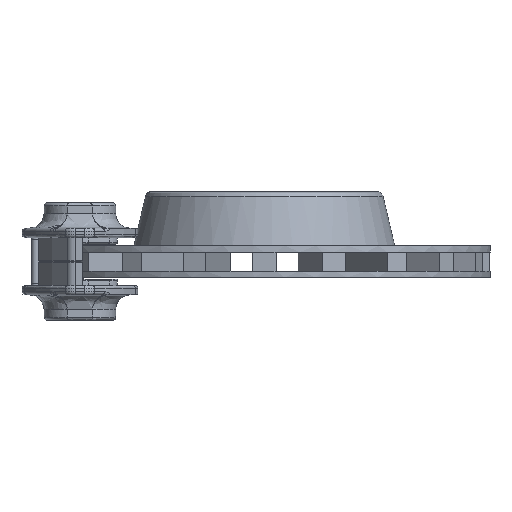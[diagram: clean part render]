
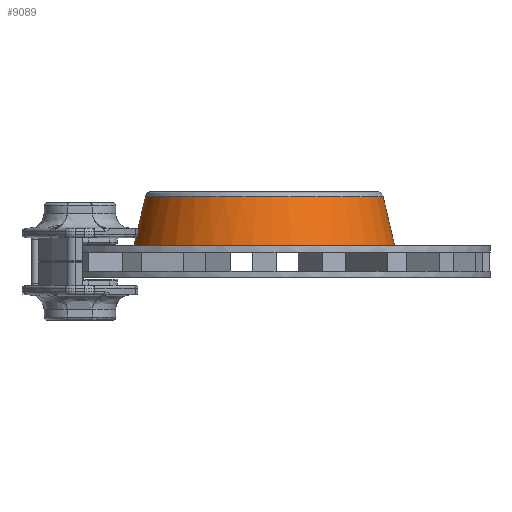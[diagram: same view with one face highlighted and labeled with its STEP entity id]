
A CAD part, front view. The second image highlights one B-rep face of the part: STEP entity #9089.
In plain terms, the highlighted free-form (B-spline) face has degree [2, 1] with [5, 2] control points.
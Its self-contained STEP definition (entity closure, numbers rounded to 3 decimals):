
#3190 = VERTEX_POINT('',#3191);
#3191 = CARTESIAN_POINT('',(-90.749,0.,
    61.836));
#3192 = VERTEX_POINT('',#3193);
#3193 = CARTESIAN_POINT('',(90.749,0.,
    61.836));
#3201 = EDGE_CURVE('',#3192,#3202,#3204,.T.);
#3202 = VERTEX_POINT('',#3203);
#3203 = CARTESIAN_POINT('',(99.584,0.,
    24.289));
#3204 = B_SPLINE_CURVE_WITH_KNOTS('',1,(#3205,#3206),.UNSPECIFIED.,.F.,
  .F.,(2,2),(-31.762,0.),.PIECEWISE_BEZIER_KNOTS.);
#3205 = CARTESIAN_POINT('',(90.749,0.,
    61.836));
#3206 = CARTESIAN_POINT('',(99.584,0.,
    24.289));
#3209 = VERTEX_POINT('',#3210);
#3210 = CARTESIAN_POINT('',(-99.584,0.,
    24.289));
#3218 = EDGE_CURVE('',#3190,#3209,#3219,.T.);
#3219 = B_SPLINE_CURVE_WITH_KNOTS('',1,(#3220,#3221),.UNSPECIFIED.,.F.,
  .F.,(2,2),(-31.762,-0.),.PIECEWISE_BEZIER_KNOTS.);
#3220 = CARTESIAN_POINT('',(-90.749,0.,
    61.836));
#3221 = CARTESIAN_POINT('',(-99.584,0.,
    24.289));
#8833 = EDGE_CURVE('',#3209,#3202,#8834,.T.);
#8834 = ( BOUNDED_CURVE() B_SPLINE_CURVE(2,(#8835,#8836,#8837,#8838,
#8839),.UNSPECIFIED.,.F.,.F.) B_SPLINE_CURVE_WITH_KNOTS((3,2,3),(
    3.142,4.712,6.283),
.PIECEWISE_BEZIER_KNOTS.) CURVE() GEOMETRIC_REPRESENTATION_ITEM() 
RATIONAL_B_SPLINE_CURVE((1.,0.707,1.,0.707,1.)) 
REPRESENTATION_ITEM('') );
#8835 = CARTESIAN_POINT('',(-99.584,0.,
    24.289));
#8836 = CARTESIAN_POINT('',(-99.584,-99.584,
    24.289));
#8837 = CARTESIAN_POINT('',(0.,-99.584,
    24.289));
#8838 = CARTESIAN_POINT('',(99.584,-99.584,
    24.289));
#8839 = CARTESIAN_POINT('',(99.584,0.,
    24.289));
#9066 = EDGE_CURVE('',#3192,#3190,#9067,.T.);
#9067 = ( BOUNDED_CURVE() B_SPLINE_CURVE(2,(#9068,#9069,#9070,#9071,
#9072),.UNSPECIFIED.,.F.,.F.) B_SPLINE_CURVE_WITH_KNOTS((3,2,3),(
    3.142,4.712,6.283),
.PIECEWISE_BEZIER_KNOTS.) CURVE() GEOMETRIC_REPRESENTATION_ITEM() 
RATIONAL_B_SPLINE_CURVE((1.,0.707,1.,0.707,1.)) 
REPRESENTATION_ITEM('') );
#9068 = CARTESIAN_POINT('',(90.749,0.,
    61.836));
#9069 = CARTESIAN_POINT('',(90.749,-90.749,
    61.836));
#9070 = CARTESIAN_POINT('',(0.,-90.749,
    61.836));
#9071 = CARTESIAN_POINT('',(-90.749,-90.749,
    61.836));
#9072 = CARTESIAN_POINT('',(-90.749,0.,
    61.836));
#9089 = ADVANCED_FACE('',(#9090),#9096,.T.);
#9090 = FACE_BOUND('',#9091,.T.);
#9091 = EDGE_LOOP('',(#9092,#9093,#9094,#9095));
#9092 = ORIENTED_EDGE('',*,*,#3201,.F.);
#9093 = ORIENTED_EDGE('',*,*,#9066,.T.);
#9094 = ORIENTED_EDGE('',*,*,#3218,.T.);
#9095 = ORIENTED_EDGE('',*,*,#8833,.T.);
#9096 = ( BOUNDED_SURFACE() B_SPLINE_SURFACE(2,1,(
    (#9097,#9098)
    ,(#9099,#9100)
    ,(#9101,#9102)
    ,(#9103,#9104)
    ,(#9105,#9106
)),.UNSPECIFIED.,.F.,.F.,.F.) B_SPLINE_SURFACE_WITH_KNOTS((3,2,3),(2,2),
  (3.142,4.712,6.283),(-31.762,0.),
.PIECEWISE_BEZIER_KNOTS.) GEOMETRIC_REPRESENTATION_ITEM() 
RATIONAL_B_SPLINE_SURFACE((
    (1.,1.)
    ,(0.707,0.707)
    ,(1.,1.)
    ,(0.707,0.707)
,(1.,1.))) REPRESENTATION_ITEM('') SURFACE() );
#9097 = CARTESIAN_POINT('',(90.749,0.,
    61.836));
#9098 = CARTESIAN_POINT('',(99.584,0.,
    24.289));
#9099 = CARTESIAN_POINT('',(90.749,-90.749,
    61.836));
#9100 = CARTESIAN_POINT('',(99.584,-99.584,
    24.289));
#9101 = CARTESIAN_POINT('',(0.,-90.749,
    61.836));
#9102 = CARTESIAN_POINT('',(0.,-99.584,
    24.289));
#9103 = CARTESIAN_POINT('',(-90.749,-90.749,
    61.836));
#9104 = CARTESIAN_POINT('',(-99.584,-99.584,
    24.289));
#9105 = CARTESIAN_POINT('',(-90.749,0.,
    61.836));
#9106 = CARTESIAN_POINT('',(-99.584,0.,
    24.289));
